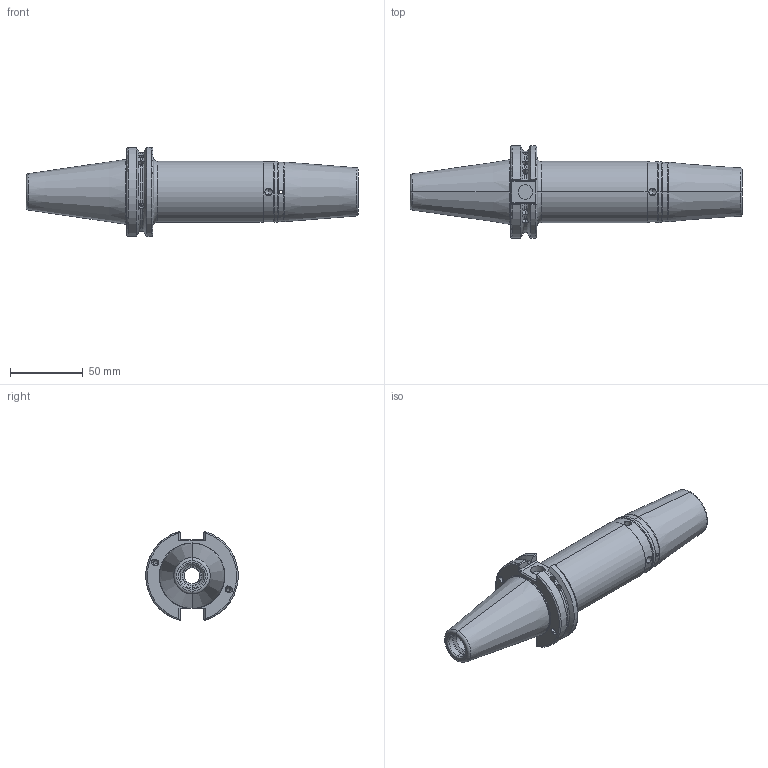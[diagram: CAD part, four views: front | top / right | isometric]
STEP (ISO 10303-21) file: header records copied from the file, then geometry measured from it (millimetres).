
FILE_DESCRIPTION (( 'STEP AP203' ), '1' );
FILE_NAME ('CA40B265-19160HP1 V02.STEP', '2021-04-27T02:01:46', ( 'user' ), ( '' ), 'SwSTEP 2.0', 'SolidWorks 2013', '' );
FILE_SCHEMA (( 'CONFIG_CONTROL_DESIGN' ));
Length unit declared in the file: millimetre
Products named in the file (1): CA40B265-19160HP1 V02
Bounding box: 228.25 x 63.35 x 61.23 mm (x, y, z)
Volume: 254795.5 mm3; surface area: 46374.8 mm2
Topology: 1 solids, 1 shells, 214 faces, 565 edges, 341 vertices
Faces by surface type: cylinder 86, cone 51, plane 38, torus 36, bspline 3
Entity records: 7841 total; most frequent: CARTESIAN_POINT 2781, ORIENTED_EDGE 1098, DIRECTION 986, EDGE_CURVE 549, AXIS2_PLACEMENT_3D 402, VERTEX_POINT 341, EDGE_LOOP 236, FACE_OUTER_BOUND 214
